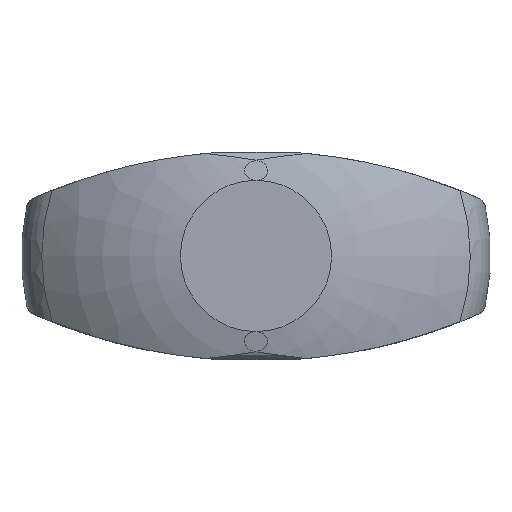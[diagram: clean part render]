
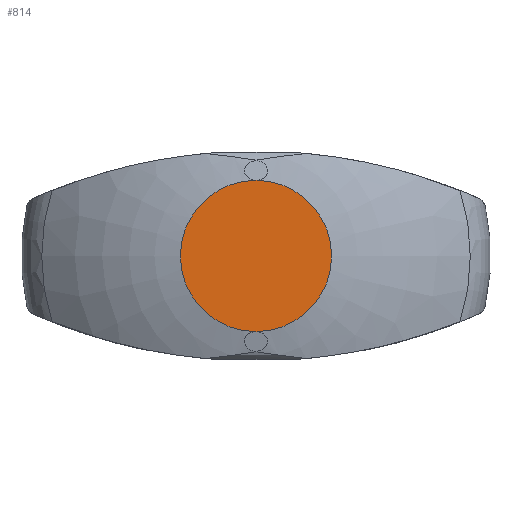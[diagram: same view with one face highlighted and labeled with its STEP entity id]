
A CAD part, top view. The second image highlights one B-rep face of the part: STEP entity #814.
In plain terms, the highlighted planar face has unit normal (0, 0, 1).
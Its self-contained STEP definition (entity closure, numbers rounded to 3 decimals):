
#710=EDGE_CURVE('',#1574,#1386,#2027,.T.);
#814=ADVANCED_FACE('',(#2139),#2140,.T.);
#1386=VERTEX_POINT('',#2765);
#1574=VERTEX_POINT('',#2969);
#1848=EDGE_CURVE('',#1386,#1574,#3268,.T.);
#2027=CIRCLE('',#3495,5.8);
#2139=FACE_OUTER_BOUND('',#3818,.T.);
#2140=PLANE('',#3819);
#2765=CARTESIAN_POINT('',(0.0,-5.8,31.));
#2969=CARTESIAN_POINT('',(0.0,5.8,31.));
#3268=CIRCLE('',#6958,5.8);
#3495=AXIS2_PLACEMENT_3D('',#7382,#7383,#7384);
#3818=EDGE_LOOP('',(#7475,#7476));
#3819=AXIS2_PLACEMENT_3D('',#7477,#7478,#7479);
#6958=AXIS2_PLACEMENT_3D('',#8723,#8724,#8725);
#7382=CARTESIAN_POINT('',(0.0,0.,31.0));
#7383=DIRECTION('',(-0.0,0.,-1.0));
#7384=DIRECTION('',(-1.0,0.0,0.0));
#7475=ORIENTED_EDGE('',*,*,#1848,.F.);
#7476=ORIENTED_EDGE('',*,*,#710,.F.);
#7477=CARTESIAN_POINT('',(-2.9,0.,31.0));
#7478=DIRECTION('',(-0.0,0.,1.0));
#7479=DIRECTION('',(1.0,0.0,0.0));
#8723=CARTESIAN_POINT('',(0.0,0.,31.0));
#8724=DIRECTION('',(-0.0,0.,-1.0));
#8725=DIRECTION('',(-1.0,0.0,0.0));
